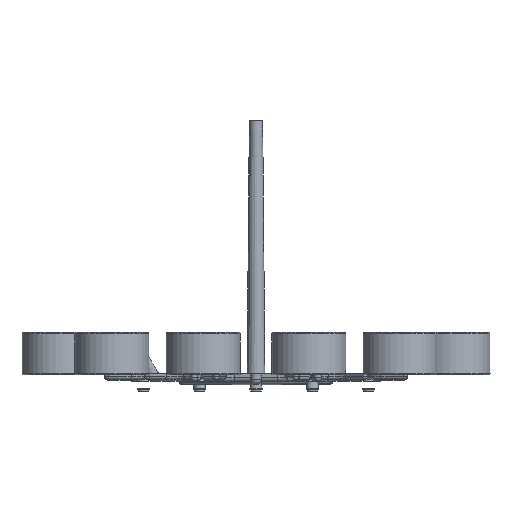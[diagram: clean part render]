
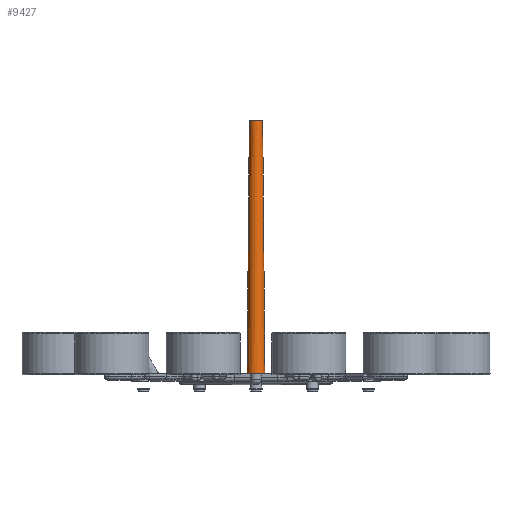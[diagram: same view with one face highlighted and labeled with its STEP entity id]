
A CAD part, front view. The second image highlights one B-rep face of the part: STEP entity #9427.
In plain terms, the highlighted conical face has half-angle 0.5 degrees and reference radius 2.25 mm.
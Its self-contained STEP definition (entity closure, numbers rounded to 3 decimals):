
#88=CONICAL_SURFACE('',#10838,2.25,0.009);
#1119=LINE('',#17931,#1611);
#1611=VECTOR('',#14119,2.25);
#2332=FACE_OUTER_BOUND('',#2993,.T.);
#2993=EDGE_LOOP('',(#8530,#8531,#8532,#8533,#8534,#8535,#8536,#8537,#8538,
#8539));
#3668=CIRCLE('',#10725,2.529);
#3669=CIRCLE('',#10727,2.529);
#3670=CIRCLE('',#10729,2.529);
#3671=CIRCLE('',#10731,2.529);
#3672=CIRCLE('',#10733,1.901);
#3673=CIRCLE('',#10739,2.529);
#3699=CIRCLE('',#10839,2.529);
#3700=CIRCLE('',#10840,2.529);
#4311=VERTEX_POINT('',#16810);
#4363=VERTEX_POINT('',#17030);
#4459=VERTEX_POINT('',#17649);
#4460=VERTEX_POINT('',#17653);
#4461=VERTEX_POINT('',#17661);
#4462=VERTEX_POINT('',#17665);
#4467=VERTEX_POINT('',#17696);
#4523=VERTEX_POINT('',#17929);
#5746=EDGE_CURVE('',#4459,#4460,#3668,.F.);
#5747=EDGE_CURVE('',#4311,#4459,#3669,.F.);
#5748=EDGE_CURVE('',#4363,#4311,#3670,.F.);
#5749=EDGE_CURVE('',#4461,#4363,#3671,.F.);
#5751=EDGE_CURVE('',#4462,#4462,#3672,.F.);
#5763=EDGE_CURVE('',#4467,#4461,#3673,.F.);
#5883=EDGE_CURVE('',#4460,#4523,#3699,.F.);
#5884=EDGE_CURVE('',#4523,#4462,#1119,.T.);
#5885=EDGE_CURVE('',#4523,#4467,#3700,.F.);
#8530=ORIENTED_EDGE('',*,*,#5883,.T.);
#8531=ORIENTED_EDGE('',*,*,#5884,.T.);
#8532=ORIENTED_EDGE('',*,*,#5751,.T.);
#8533=ORIENTED_EDGE('',*,*,#5884,.F.);
#8534=ORIENTED_EDGE('',*,*,#5885,.T.);
#8535=ORIENTED_EDGE('',*,*,#5763,.T.);
#8536=ORIENTED_EDGE('',*,*,#5749,.T.);
#8537=ORIENTED_EDGE('',*,*,#5748,.T.);
#8538=ORIENTED_EDGE('',*,*,#5747,.T.);
#8539=ORIENTED_EDGE('',*,*,#5746,.T.);
#9427=ADVANCED_FACE('',(#2332),#88,.T.);
#10725=AXIS2_PLACEMENT_3D('',#17655,#13805,#13806);
#10727=AXIS2_PLACEMENT_3D('',#17657,#13809,#13810);
#10729=AXIS2_PLACEMENT_3D('',#17659,#13813,#13814);
#10731=AXIS2_PLACEMENT_3D('',#17662,#13817,#13818);
#10733=AXIS2_PLACEMENT_3D('',#17666,#13822,#13823);
#10739=AXIS2_PLACEMENT_3D('',#17700,#13842,#13843);
#10838=AXIS2_PLACEMENT_3D('',#17928,#14115,#14116);
#10839=AXIS2_PLACEMENT_3D('',#17930,#14117,#14118);
#10840=AXIS2_PLACEMENT_3D('',#17932,#14120,#14121);
#13805=DIRECTION('center_axis',(0.,0.,
-1.));
#13806=DIRECTION('ref_axis',(0.,1.,0.));
#13809=DIRECTION('center_axis',(0.,0.,
-1.));
#13810=DIRECTION('ref_axis',(0.,1.,0.));
#13813=DIRECTION('center_axis',(0.,0.,
-1.));
#13814=DIRECTION('ref_axis',(0.,1.,0.));
#13817=DIRECTION('center_axis',(0.,0.,
-1.));
#13818=DIRECTION('ref_axis',(0.,1.,0.));
#13822=DIRECTION('center_axis',(0.,0.,1.));
#13823=DIRECTION('ref_axis',(1.,0.,0.));
#13842=DIRECTION('center_axis',(0.,0.,
-1.));
#13843=DIRECTION('ref_axis',(0.,1.,0.));
#14115=DIRECTION('center_axis',(0.,0.,-1.));
#14116=DIRECTION('ref_axis',(1.,0.,0.));
#14117=DIRECTION('center_axis',(0.,0.,
-1.));
#14118=DIRECTION('ref_axis',(0.,1.,0.));
#14119=DIRECTION('',(0.009,0.,1.));
#14120=DIRECTION('center_axis',(0.,0.,
-1.));
#14121=DIRECTION('ref_axis',(0.,1.,0.));
#16810=CARTESIAN_POINT('',(2.475,-0.517,-4.95));
#17030=CARTESIAN_POINT('',(1.686,-1.885,-4.95));
#17649=CARTESIAN_POINT('',(0.79,2.402,-4.95));
#17653=CARTESIAN_POINT('',(-0.79,2.402,-4.95));
#17655=CARTESIAN_POINT('Origin',(0.,0.,
-4.95));
#17657=CARTESIAN_POINT('Origin',(0.,0.,
-4.95));
#17659=CARTESIAN_POINT('Origin',(0.,0.,
-4.95));
#17661=CARTESIAN_POINT('',(-1.686,-1.885,-4.95));
#17662=CARTESIAN_POINT('Origin',(0.,0.,
-4.95));
#17665=CARTESIAN_POINT('',(-1.901,0.,67.));
#17666=CARTESIAN_POINT('Origin',(0.,0.,
67.));
#17696=CARTESIAN_POINT('',(-2.475,-0.517,-4.95));
#17700=CARTESIAN_POINT('Origin',(0.,0.,
-4.95));
#17928=CARTESIAN_POINT('Origin',(0.,0.,
27.));
#17929=CARTESIAN_POINT('',(-2.529,0.,-4.95));
#17930=CARTESIAN_POINT('Origin',(0.,0.,
-4.95));
#17931=CARTESIAN_POINT('',(-2.25,0.,27.));
#17932=CARTESIAN_POINT('Origin',(0.,0.,
-4.95));
